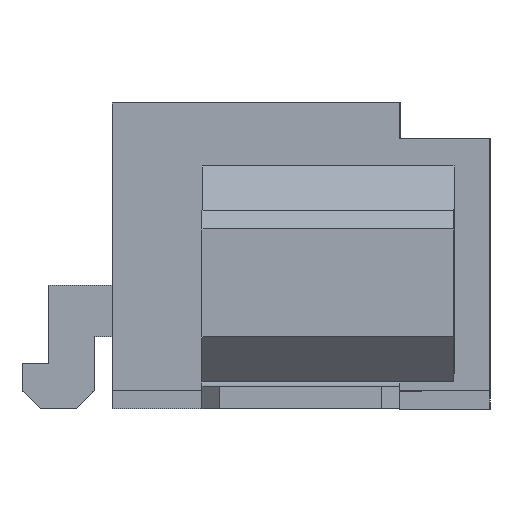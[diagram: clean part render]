
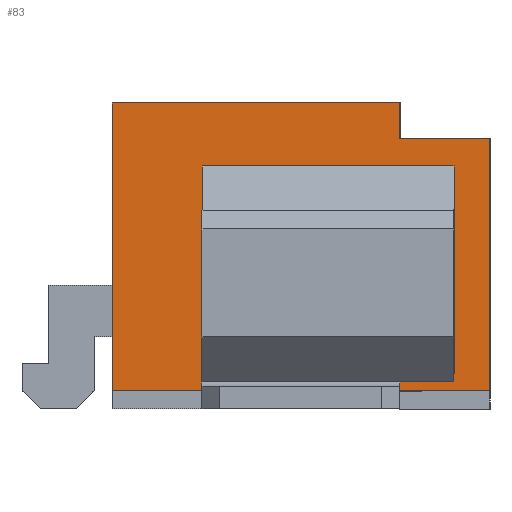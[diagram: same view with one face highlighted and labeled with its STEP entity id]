
A CAD part, left-side view. The second image highlights one B-rep face of the part: STEP entity #83.
In plain terms, the highlighted planar face has unit normal (-1, 0, 0).
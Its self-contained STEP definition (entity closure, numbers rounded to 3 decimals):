
#58=FACE_BOUND('',#707,.T.);
#59=FACE_BOUND('',#708,.T.);
#83=ADVANCED_FACE('',(#58,#59),#295,.F.);
#295=PLANE('',#4198);
#707=EDGE_LOOP('',(#1010,#1011,#1012,#1013,#1014,#1015));
#708=EDGE_LOOP('',(#1016,#1017,#1018,#1019));
#1010=ORIENTED_EDGE('',*,*,#2552,.F.);
#1011=ORIENTED_EDGE('',*,*,#2553,.T.);
#1012=ORIENTED_EDGE('',*,*,#2554,.F.);
#1013=ORIENTED_EDGE('',*,*,#2555,.F.);
#1014=ORIENTED_EDGE('',*,*,#2512,.F.);
#1015=ORIENTED_EDGE('',*,*,#2556,.F.);
#1016=ORIENTED_EDGE('',*,*,#2557,.F.);
#1017=ORIENTED_EDGE('',*,*,#2558,.F.);
#1018=ORIENTED_EDGE('',*,*,#2559,.T.);
#1019=ORIENTED_EDGE('',*,*,#2560,.T.);
#2123=VERTEX_POINT('',#5517);
#2124=VERTEX_POINT('',#5519);
#2158=VERTEX_POINT('',#5596);
#2159=VERTEX_POINT('',#5597);
#2160=VERTEX_POINT('',#5599);
#2161=VERTEX_POINT('',#5601);
#2162=VERTEX_POINT('',#5605);
#2163=VERTEX_POINT('',#5606);
#2164=VERTEX_POINT('',#5608);
#2165=VERTEX_POINT('',#5610);
#2512=EDGE_CURVE('',#2123,#2124,#3094,.T.);
#2552=EDGE_CURVE('',#2158,#2159,#3134,.T.);
#2553=EDGE_CURVE('',#2158,#2160,#3135,.T.);
#2554=EDGE_CURVE('',#2161,#2160,#3136,.T.);
#2555=EDGE_CURVE('',#2124,#2161,#3137,.T.);
#2556=EDGE_CURVE('',#2159,#2123,#3138,.T.);
#2557=EDGE_CURVE('',#2162,#2163,#3139,.T.);
#2558=EDGE_CURVE('',#2164,#2162,#3140,.T.);
#2559=EDGE_CURVE('',#2164,#2165,#3141,.T.);
#2560=EDGE_CURVE('',#2165,#2163,#3142,.T.);
#3094=LINE('',#5518,#3660);
#3134=LINE('',#5595,#3700);
#3135=LINE('',#5598,#3701);
#3136=LINE('',#5600,#3702);
#3137=LINE('',#5602,#3703);
#3138=LINE('',#5603,#3704);
#3139=LINE('',#5604,#3705);
#3140=LINE('',#5607,#3706);
#3141=LINE('',#5609,#3707);
#3142=LINE('',#5611,#3708);
#3660=VECTOR('',#4465,1.);
#3700=VECTOR('',#4511,1.);
#3701=VECTOR('',#4512,1.);
#3702=VECTOR('',#4513,1.);
#3703=VECTOR('',#4514,1.);
#3704=VECTOR('',#4515,1.);
#3705=VECTOR('',#4516,1.);
#3706=VECTOR('',#4517,1.);
#3707=VECTOR('',#4518,1.);
#3708=VECTOR('',#4519,1.);
#4198=AXIS2_PLACEMENT_3D('',#5612,#4520,#4521);
#4465=DIRECTION('',(0.,1.,0.));
#4511=DIRECTION('',(0.,-1.,0.));
#4512=DIRECTION('',(0.,0.,1.));
#4513=DIRECTION('',(0.,-1.,0.));
#4514=DIRECTION('',(0.,0.,1.));
#4515=DIRECTION('',(0.,0.,-1.));
#4516=DIRECTION('',(0.,0.,-1.));
#4517=DIRECTION('',(0.,1.,0.));
#4518=DIRECTION('',(0.,0.,-1.));
#4519=DIRECTION('',(0.,1.,0.));
#4520=DIRECTION('',(1.,0.,0.));
#4521=DIRECTION('',(0.,0.,-1.));
#5517=CARTESIAN_POINT('',(-4.625,1.,0.));
#5518=CARTESIAN_POINT('',(-4.625,1.,0.));
#5519=CARTESIAN_POINT('',(-4.625,5.2,0.));
#5595=CARTESIAN_POINT('',(-4.625,2.,2.8));
#5596=CARTESIAN_POINT('',(-4.625,2.,2.8));
#5597=CARTESIAN_POINT('',(-4.625,1.,2.8));
#5598=CARTESIAN_POINT('',(-4.625,2.,2.8));
#5599=CARTESIAN_POINT('',(-4.625,2.,3.2));
#5600=CARTESIAN_POINT('',(-4.625,5.2,3.2));
#5601=CARTESIAN_POINT('',(-4.625,5.2,3.2));
#5602=CARTESIAN_POINT('',(-4.625,5.2,0.));
#5603=CARTESIAN_POINT('',(-4.625,1.,3.2));
#5604=CARTESIAN_POINT('',(-4.625,4.2,2.5));
#5605=CARTESIAN_POINT('',(-4.625,4.2,2.5));
#5606=CARTESIAN_POINT('',(-4.625,4.2,0.1));
#5607=CARTESIAN_POINT('',(-4.625,1.4,2.5));
#5608=CARTESIAN_POINT('',(-4.625,1.4,2.5));
#5609=CARTESIAN_POINT('',(-4.625,1.4,2.5));
#5610=CARTESIAN_POINT('',(-4.625,1.4,0.1));
#5611=CARTESIAN_POINT('',(-4.625,1.4,0.1));
#5612=CARTESIAN_POINT('',(-4.625,0.,0.));
